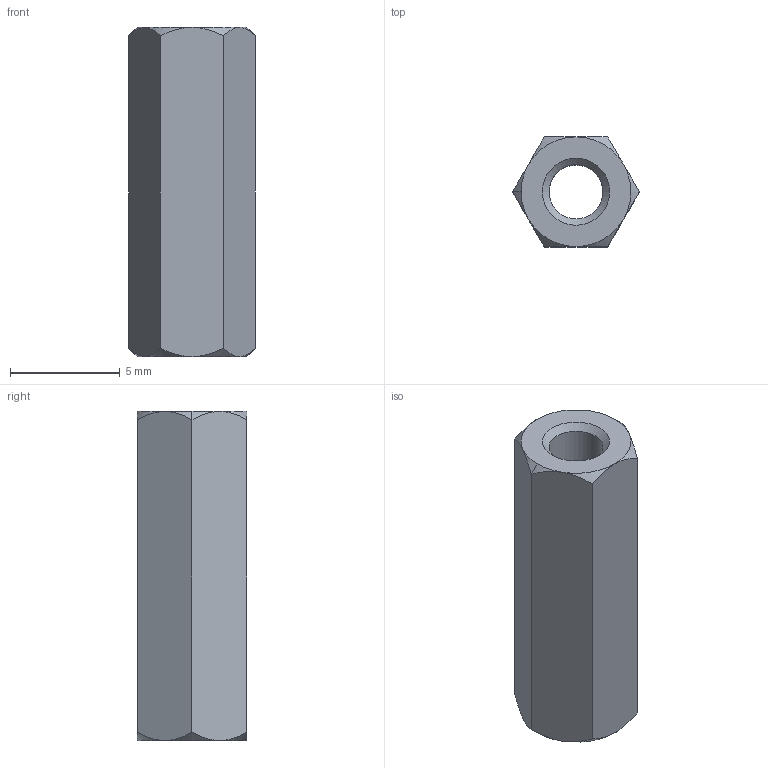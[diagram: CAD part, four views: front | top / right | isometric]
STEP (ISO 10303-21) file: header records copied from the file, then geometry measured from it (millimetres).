
FILE_DESCRIPTION(/* description */ ('Alibre Inc.'),/* implementation_level */ '2;1');
FILE_NAME(/* name */ 'export-FC39FB67-A150-46B6-AAFB-4FDF0A88C261',/* time_stamp */ '2024-11-04T12:03:51+01:00',/* author */ (''),/* organization */ (''),/* preprocessor_version */ 'ST-DEVELOPER v17',/* originating_system */ 'Alibre',/* authorisation */ '');
FILE_SCHEMA (('AUTOMOTIVE_DESIGN'));
Length unit declared in the file: millimetre
Products named in the file (1): 1
Bounding box: 5.77 x 5 x 15 mm (x, y, z)
Volume: 252.3 mm3; surface area: 404.1 mm2
Topology: 1 solids, 1 shells, 25 faces, 57 edges, 34 vertices
Faces by surface type: cone 16, plane 8, cylinder 1
Full cylindrical faces by diameter (mm): 2.459 x1
Entity records: 818 total; most frequent: CARTESIAN_POINT 255, ORIENTED_EDGE 114, DIRECTION 87, EDGE_CURVE 57, AXIS2_PLACEMENT_3D 42, VERTEX_POINT 34, EDGE_LOOP 27, FACE_BOUND 27
